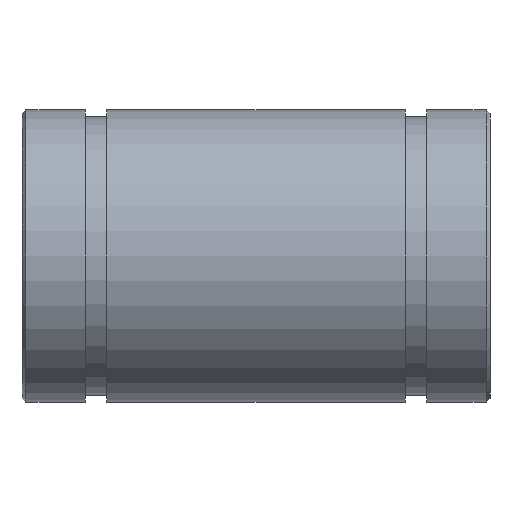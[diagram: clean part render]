
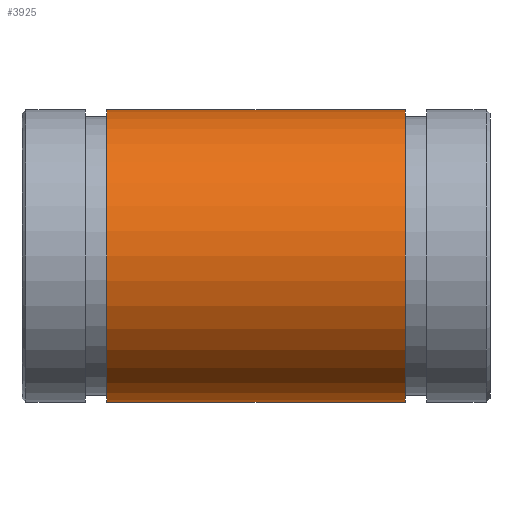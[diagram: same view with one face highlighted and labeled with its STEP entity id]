
A CAD part, left-side view. The second image highlights one B-rep face of the part: STEP entity #3925.
In plain terms, the highlighted cylindrical face has radius 7.5 mm (diameter 15 mm), a full revolution.
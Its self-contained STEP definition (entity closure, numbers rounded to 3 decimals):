
#113=CYLINDRICAL_SURFACE('',#4386,7.5);
#251=LINE('',#11447,#343);
#343=VECTOR('',#5199,7.5);
#1052=FACE_OUTER_BOUND('',#1324,.T.);
#1324=EDGE_LOOP('',(#3616,#3617,#3618,#3619,#3620,#3621));
#1540=CIRCLE('',#4384,7.5);
#1541=CIRCLE('',#4385,7.5);
#1542=CIRCLE('',#4387,7.5);
#1543=CIRCLE('',#4388,7.5);
#1948=VERTEX_POINT('',#11438);
#1949=VERTEX_POINT('',#11439);
#1950=VERTEX_POINT('',#11443);
#1951=VERTEX_POINT('',#11444);
#2506=EDGE_CURVE('',#1948,#1949,#1540,.T.);
#2507=EDGE_CURVE('',#1949,#1948,#1541,.T.);
#2508=EDGE_CURVE('',#1950,#1951,#1542,.T.);
#2509=EDGE_CURVE('',#1951,#1950,#1543,.T.);
#2510=EDGE_CURVE('',#1951,#1949,#251,.T.);
#3616=ORIENTED_EDGE('',*,*,#2508,.F.);
#3617=ORIENTED_EDGE('',*,*,#2509,.F.);
#3618=ORIENTED_EDGE('',*,*,#2510,.T.);
#3619=ORIENTED_EDGE('',*,*,#2507,.T.);
#3620=ORIENTED_EDGE('',*,*,#2506,.T.);
#3621=ORIENTED_EDGE('',*,*,#2510,.F.);
#3925=ADVANCED_FACE('',(#1052),#113,.T.);
#4384=AXIS2_PLACEMENT_3D('',#11440,#5189,#5190);
#4385=AXIS2_PLACEMENT_3D('',#11441,#5191,#5192);
#4386=AXIS2_PLACEMENT_3D('',#11442,#5193,#5194);
#4387=AXIS2_PLACEMENT_3D('',#11445,#5195,#5196);
#4388=AXIS2_PLACEMENT_3D('',#11446,#5197,#5198);
#5189=DIRECTION('center_axis',(0.,1.,0.));
#5190=DIRECTION('ref_axis',(1.,0.,0.));
#5191=DIRECTION('center_axis',(0.,1.,0.));
#5192=DIRECTION('ref_axis',(1.,0.,0.));
#5193=DIRECTION('center_axis',(0.,1.,0.));
#5194=DIRECTION('ref_axis',(0.,0.,1.));
#5195=DIRECTION('center_axis',(0.,1.,0.));
#5196=DIRECTION('ref_axis',(1.,0.,0.));
#5197=DIRECTION('center_axis',(0.,1.,0.));
#5198=DIRECTION('ref_axis',(1.,0.,0.));
#5199=DIRECTION('',(0.,-1.,0.));
#11438=CARTESIAN_POINT('',(0.,-7.65,7.5));
#11439=CARTESIAN_POINT('',(0.,-7.65,-7.5));
#11440=CARTESIAN_POINT('Origin',(0.,-7.65,0.));
#11441=CARTESIAN_POINT('Origin',(0.,-7.65,0.));
#11442=CARTESIAN_POINT('Origin',(0.,0.,0.));
#11443=CARTESIAN_POINT('',(0.,7.65,7.5));
#11444=CARTESIAN_POINT('',(0.,7.65,-7.5));
#11445=CARTESIAN_POINT('Origin',(0.,7.65,0.));
#11446=CARTESIAN_POINT('Origin',(0.,7.65,0.));
#11447=CARTESIAN_POINT('',(0.,0.,-7.5));
